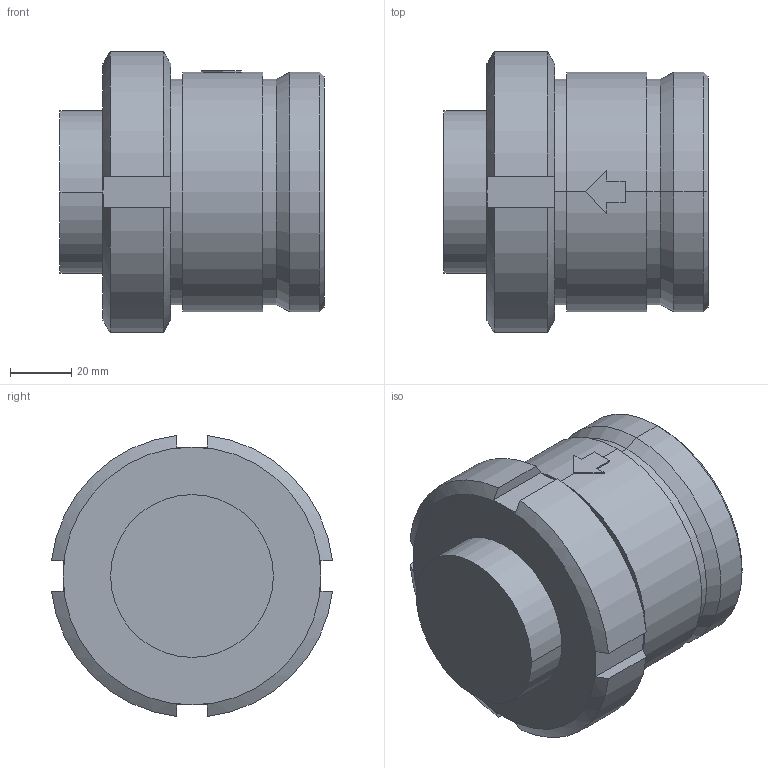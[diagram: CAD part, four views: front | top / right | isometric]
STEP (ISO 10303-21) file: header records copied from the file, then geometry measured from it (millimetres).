
FILE_DESCRIPTION (( 'STEP AP203' ), '1' );
FILE_NAME ('5091050000-xxx.STEP', '2011-03-03T14:38:17', ( ' ' ), ( ' ' ), 'SwSTEP 2.0', 'SolidWorks 2010', '' );
FILE_SCHEMA (( 'CONFIG_CONTROL_DESIGN' ));
Length unit declared in the file: millimetre
Products named in the file (1): 5091050000-xxx
Bounding box: 86 x 91.45 x 91.45 mm (x, y, z)
Volume: 377380 mm3; surface area: 37667.5 mm2
Topology: 2 solids, 2 shells, 61 faces, 137 edges, 86 vertices
Faces by surface type: plane 29, cylinder 18, cone 14
Entity records: 1862 total; most frequent: CARTESIAN_POINT 445, DIRECTION 277, ORIENTED_EDGE 274, EDGE_CURVE 137, AXIS2_PLACEMENT_3D 110, VERTEX_POINT 86, EDGE_LOOP 67, ADVANCED_FACE 61
